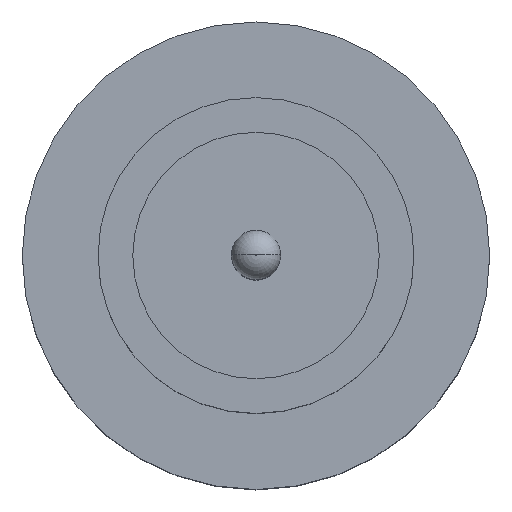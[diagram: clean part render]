
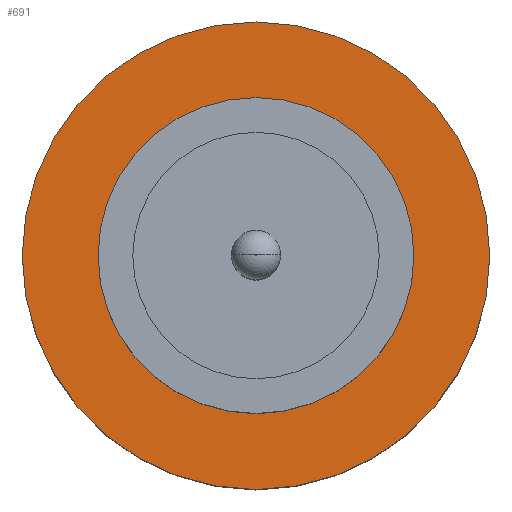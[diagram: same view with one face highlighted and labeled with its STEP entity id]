
A CAD part, top view. The second image highlights one B-rep face of the part: STEP entity #691.
In plain terms, the highlighted planar face has unit normal (0, 0, 1).
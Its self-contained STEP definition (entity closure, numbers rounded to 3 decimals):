
#1 = AXIS2_PLACEMENT_3D ( 'NONE', #265, #483, #340 ) ;
#66 = DIRECTION ( 'NONE',  ( 1., 0., 0. ) ) ;
#75 = VERTEX_POINT ( 'NONE', #339 ) ;
#126 = ORIENTED_EDGE ( 'NONE', *, *, #863, .T. ) ;
#127 = DIRECTION ( 'NONE',  ( 1., 0., 0. ) ) ;
#153 = ORIENTED_EDGE ( 'NONE', *, *, #845, .F. ) ;
#204 = CIRCLE ( 'NONE', #411, 1.25 ) ;
#226 = AXIS2_PLACEMENT_3D ( 'NONE', #562, #763, #127 ) ;
#228 = VERTEX_POINT ( 'NONE', #837 ) ;
#245 = CARTESIAN_POINT ( 'NONE',  ( 0., 0., 1.55 ) ) ;
#264 = CIRCLE ( 'NONE', #859, 1.25 ) ;
#265 = CARTESIAN_POINT ( 'NONE',  ( 0., 0., 1.55 ) ) ;
#266 = FACE_OUTER_BOUND ( 'NONE', #616, .T. ) ;
#276 = EDGE_CURVE ( 'NONE', #75, #882, #472, .T. ) ;
#290 = FACE_BOUND ( 'NONE', #435, .T. ) ;
#314 = CIRCLE ( 'NONE', #226, 1.85 ) ;
#321 = DIRECTION ( 'NONE',  ( 0., 0., 1. ) ) ;
#335 = VERTEX_POINT ( 'NONE', #345 ) ;
#339 = CARTESIAN_POINT ( 'NONE',  ( 1.85, 0., 1.55 ) ) ;
#340 = DIRECTION ( 'NONE',  ( 1., 0., 0. ) ) ;
#345 = CARTESIAN_POINT ( 'NONE',  ( -1.25, 0., 1.55 ) ) ;
#357 = DIRECTION ( 'NONE',  ( 1., 0., 0. ) ) ;
#399 = ORIENTED_EDGE ( 'NONE', *, *, #276, .T. ) ;
#411 = AXIS2_PLACEMENT_3D ( 'NONE', #621, #417, #66 ) ;
#417 = DIRECTION ( 'NONE',  ( 0., 0., 1. ) ) ;
#435 = EDGE_LOOP ( 'NONE', ( #153, #582 ) ) ;
#472 = CIRCLE ( 'NONE', #880, 1.85 ) ;
#483 = DIRECTION ( 'NONE',  ( 0., 0., 1. ) ) ;
#552 = CARTESIAN_POINT ( 'NONE',  ( 0., 0., 1.55 ) ) ;
#562 = CARTESIAN_POINT ( 'NONE',  ( 0., 0., 1.55 ) ) ;
#582 = ORIENTED_EDGE ( 'NONE', *, *, #858, .F. ) ;
#616 = EDGE_LOOP ( 'NONE', ( #126, #399 ) ) ;
#621 = CARTESIAN_POINT ( 'NONE',  ( 0., 0., 1.55 ) ) ;
#691 = ADVANCED_FACE ( 'NONE', ( #290, #266 ), #751, .T. ) ;
#751 = PLANE ( 'NONE',  #1 ) ;
#763 = DIRECTION ( 'NONE',  ( 0., 0., 1. ) ) ;
#771 = DIRECTION ( 'NONE',  ( 0., 0., 1. ) ) ;
#810 = DIRECTION ( 'NONE',  ( 1., 0., 0. ) ) ;
#837 = CARTESIAN_POINT ( 'NONE',  ( 1.25, 0., 1.55 ) ) ;
#845 = EDGE_CURVE ( 'NONE', #228, #335, #264, .T. ) ;
#858 = EDGE_CURVE ( 'NONE', #335, #228, #204, .T. ) ;
#859 = AXIS2_PLACEMENT_3D ( 'NONE', #552, #771, #357 ) ;
#863 = EDGE_CURVE ( 'NONE', #882, #75, #314, .T. ) ;
#880 = AXIS2_PLACEMENT_3D ( 'NONE', #245, #321, #810 ) ;
#882 = VERTEX_POINT ( 'NONE', #904 ) ;
#904 = CARTESIAN_POINT ( 'NONE',  ( -1.85, 0., 1.55 ) ) ;
